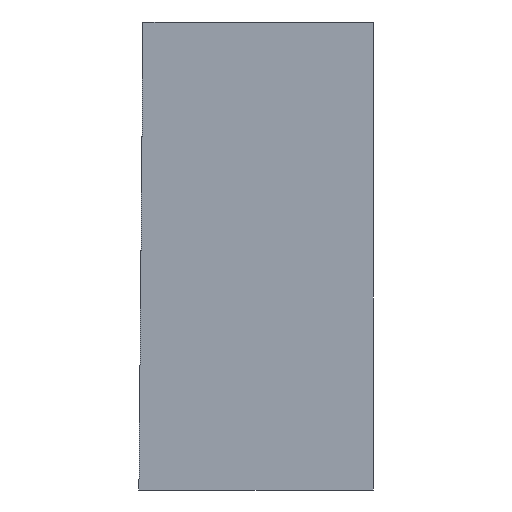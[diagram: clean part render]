
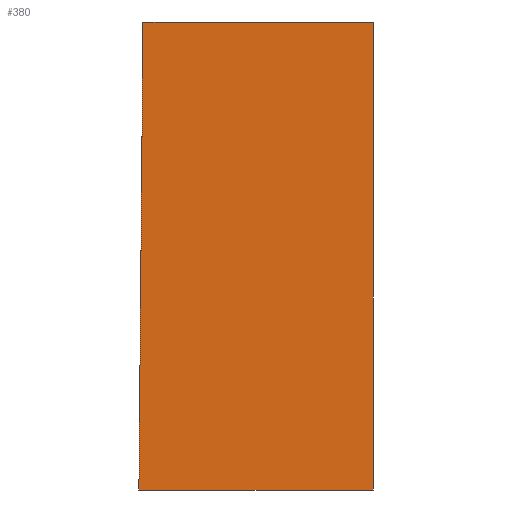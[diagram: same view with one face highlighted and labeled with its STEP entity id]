
A CAD part, left-side view. The second image highlights one B-rep face of the part: STEP entity #380.
In plain terms, the highlighted planar face has unit normal (-1, 0, 0).
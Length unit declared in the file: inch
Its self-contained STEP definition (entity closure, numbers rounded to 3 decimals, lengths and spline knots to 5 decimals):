
#8 = DIRECTION ( 'NONE',  ( 0., -1., 0. ) ) ;
#24 = VERTEX_POINT ( 'NONE', #26 ) ;
#25 = VERTEX_POINT ( 'NONE', #35 ) ;
#26 = CARTESIAN_POINT ( 'NONE',  ( -0.35433, 0.197, -0.3937 ) ) ;
#35 = CARTESIAN_POINT ( 'NONE',  ( -0.35433, 0., 0. ) ) ;
#36 = DIRECTION ( 'NONE',  ( 0., 0., 1. ) ) ;
#37 = CARTESIAN_POINT ( 'NONE',  ( -0.35433, 0.19356, 0. ) ) ;
#38 = CARTESIAN_POINT ( 'NONE',  ( -0.35433, 0., -0.3937 ) ) ;
#47 = VERTEX_POINT ( 'NONE', #37 ) ;
#49 = CARTESIAN_POINT ( 'NONE',  ( -0.35433, 0., -0.3937 ) ) ;
#50 = CARTESIAN_POINT ( 'NONE',  ( -0.35433, 0., 0. ) ) ;
#54 = VERTEX_POINT ( 'NONE', #38 ) ;
#69 = DIRECTION ( 'NONE',  ( 0., -0.009, 1. ) ) ;
#78 = CARTESIAN_POINT ( 'NONE',  ( -0.35433, 0.19698, -0.39198 ) ) ;
#87 = CARTESIAN_POINT ( 'NONE',  ( -0.35433, 0., -0.3937 ) ) ;
#91 = DIRECTION ( 'NONE',  ( 0., -1., 0. ) ) ;
#92 = CARTESIAN_POINT ( 'NONE',  ( -0.35433, 0., -0.3937 ) ) ;
#117 = DIRECTION ( 'NONE',  ( 0., 0., 1. ) ) ;
#138 = PLANE ( 'NONE',  #167 ) ;
#141 = DIRECTION ( 'NONE',  ( -1., 0., 0. ) ) ;
#167 = AXIS2_PLACEMENT_3D ( 'NONE', #92, #141, #117 ) ;
#170 = EDGE_CURVE ( 'NONE', #54, #25, #332, .T. ) ;
#171 = EDGE_CURVE ( 'NONE', #47, #25, #320, .T. ) ;
#192 = EDGE_CURVE ( 'NONE', #24, #47, #292, .T. ) ;
#197 = EDGE_CURVE ( 'NONE', #24, #54, #275, .T. ) ;
#215 = EDGE_LOOP ( 'NONE', ( #342, #244, #245, #345 ) ) ;
#244 = ORIENTED_EDGE ( 'NONE', *, *, #197, .T. ) ;
#245 = ORIENTED_EDGE ( 'NONE', *, *, #170, .T. ) ;
#255 = FACE_OUTER_BOUND ( 'NONE', #215, .T. ) ;
#275 = LINE ( 'NONE', #87, #278 ) ;
#277 = VECTOR ( 'NONE', #36, 39.37008 ) ;
#278 = VECTOR ( 'NONE', #91, 39.37008 ) ;
#292 = LINE ( 'NONE', #78, #311 ) ;
#311 = VECTOR ( 'NONE', #69, 39.37008 ) ;
#319 = VECTOR ( 'NONE', #8, 39.37008 ) ;
#320 = LINE ( 'NONE', #50, #319 ) ;
#332 = LINE ( 'NONE', #49, #277 ) ;
#342 = ORIENTED_EDGE ( 'NONE', *, *, #192, .F. ) ;
#345 = ORIENTED_EDGE ( 'NONE', *, *, #171, .F. ) ;
#380 = ADVANCED_FACE ( 'NONE', ( #255 ), #138, .T. ) ;
